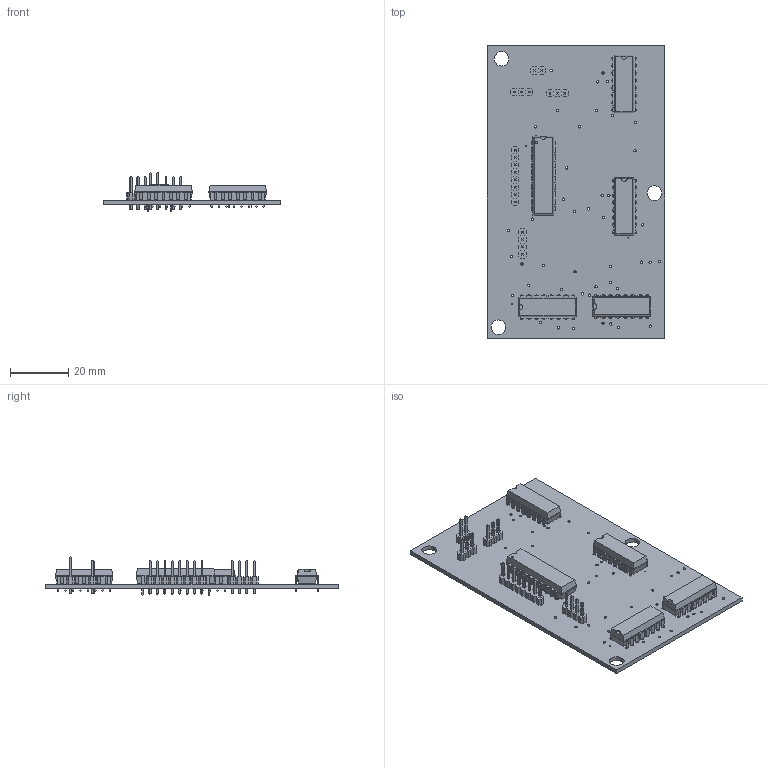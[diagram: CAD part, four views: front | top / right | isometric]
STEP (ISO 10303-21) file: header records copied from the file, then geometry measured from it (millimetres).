
FILE_DESCRIPTION(/* description */ (''),/* implementation_level */ '2;1');
FILE_NAME(/* name */ 'a56cd6af-289e-4ecf-9dd7-20963b3043d0.zip.stp',/* time_stamp */ '2020-04-09T07:20:24+00:00',/* author */ (''),/* organization */ (''),/* preprocessor_version */ 'ST-DEVELOPER v18',/* originating_system */ 'Autodesk Translation Framework v8.12.0.6',/* authorisation */ '');
FILE_SCHEMA (('AUTOMOTIVE_DESIGN { 1 0 10303 214 3 1 1 }'));
Length unit declared in the file: millimetre
Products named in the file (12): Dram; PCB Component; Board; 74245N; 1X08; 1X02; 1X03; 1X04; 4164; 4164_1; 4164_2; 4164_3
Assembly tree (12 placements, depth 3):
  Dram
    PCB Component
      Board
      74245N
      1X08
      1X02
      1X03  x2
      1X04
      4164
      4164_1
      4164_2
      4164_3
Bounding box: 60.7 x 100 x 13.12 mm (x, y, z)
Volume: 12901.7 mm3; surface area: 17826.2 mm2
Topology: 11 solids, 11 shells, 1825 faces, 4814 edges, 3116 vertices
Faces by surface type: plane 1654, cylinder 171
Full cylindrical faces by diameter (mm): 0.35 x6, 0.743 x64, 0.762 x1, 0.8 x50, 0.813 x20, 1.016 x20, 5 x3
Entity records: 55815 total; most frequent: CARTESIAN_POINT 9411, ORIENTED_EDGE 9268, DIRECTION 8532, EDGE_CURVE 4634, LINE 4282, VECTOR 4282, VERTEX_POINT 3004, EDGE_LOOP 2176
